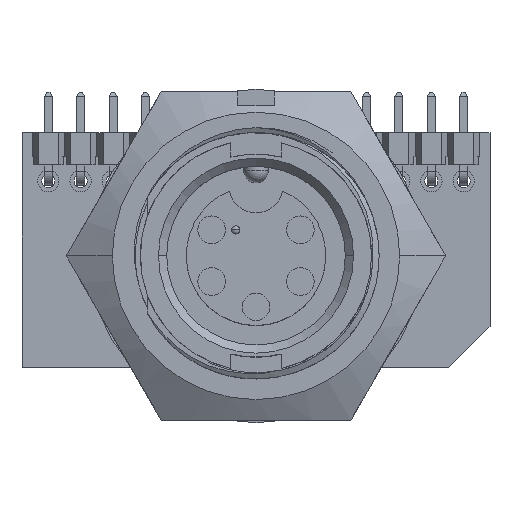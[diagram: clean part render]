
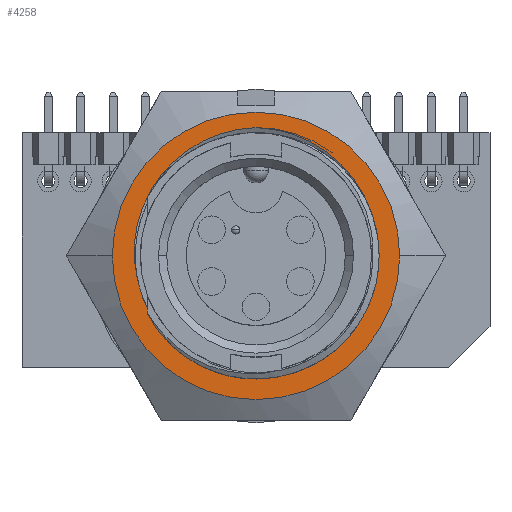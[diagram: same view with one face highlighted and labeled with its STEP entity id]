
A CAD part, top view. The second image highlights one B-rep face of the part: STEP entity #4258.
In plain terms, the highlighted planar face has unit normal (0, 0, 1).
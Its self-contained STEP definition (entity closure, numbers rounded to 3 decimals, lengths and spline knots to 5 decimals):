
#51 = DIRECTION ( 'NONE',  ( 0., 0., 1. ) ) ;
#324 = DIRECTION ( 'NONE',  ( 0., 0., -1. ) ) ;
#549 = CARTESIAN_POINT ( 'NONE',  ( 0.01126, 0.31215, -0.36458 ) ) ;
#612 = CARTESIAN_POINT ( 'NONE',  ( -0.27717, 0.11846, -0.36458 ) ) ;
#783 = CARTESIAN_POINT ( 'NONE',  ( 0.16807, 0.25734, -0.36458 ) ) ;
#2384 = CARTESIAN_POINT ( 'NONE',  ( -0.10971, 0.28953, -0.36458 ) ) ;
#2421 = FACE_OUTER_BOUND ( 'NONE', #24747, .T. ) ;
#2796 = CARTESIAN_POINT ( 'NONE',  ( -0.21858, 0.21298, -0.36458 ) ) ;
#3239 = CARTESIAN_POINT ( 'NONE',  ( -0.35, 0., -0.36458 ) ) ;
#3338 = CARTESIAN_POINT ( 'NONE',  ( -0.24611, 0.178, -0.36458 ) ) ;
#3507 = CARTESIAN_POINT ( 'NONE',  ( 0.21849, 0.2131, -0.36458 ) ) ;
#3985 = ORIENTED_EDGE ( 'NONE', *, *, #19169, .F. ) ;
#4155 = DIRECTION ( 'NONE',  ( 0., 0., -1. ) ) ;
#4258 = ADVANCED_FACE ( 'NONE', ( #4985, #2421 ), #11028, .F. ) ;
#4985 = FACE_BOUND ( 'NONE', #16832, .T. ) ;
#5076 = ORIENTED_EDGE ( 'NONE', *, *, #22687, .F. ) ;
#5118 = CARTESIAN_POINT ( 'NONE',  ( -0.04496, 0.30862, -0.36458 ) ) ;
#5388 = ORIENTED_EDGE ( 'NONE', *, *, #21652, .T. ) ;
#6225 = CARTESIAN_POINT ( 'NONE',  ( 0.25816, 0.15857, -0.36458 ) ) ;
#6557 = CIRCLE ( 'NONE', #26120, 0.35 ) ;
#6852 = VERTEX_POINT ( 'NONE', #21264 ) ;
#7059 = VERTEX_POINT ( 'NONE', #16518 ) ;
#7220 = CARTESIAN_POINT ( 'NONE',  ( 0.28876, -0.05788, -0.36458 ) ) ;
#7808 = CARTESIAN_POINT ( 'NONE',  ( 0., 0.3125, -0.36458 ) ) ;
#8625 = CARTESIAN_POINT ( 'NONE',  ( -0.28876, -0.05788, -0.36458 ) ) ;
#8909 = CARTESIAN_POINT ( 'NONE',  ( 0.28463, 0.09675, -0.36458 ) ) ;
#11028 = PLANE ( 'NONE',  #11853 ) ;
#11323 = CARTESIAN_POINT ( 'NONE',  ( -0.29594, -0.01351, -0.36458 ) ) ;
#11489 = CARTESIAN_POINT ( 'NONE',  ( 0.04473, 0.30804, -0.36458 ) ) ;
#11612 = CARTESIAN_POINT ( 'NONE',  ( 0.29673, 0.03074, -0.36458 ) ) ;
#11853 = AXIS2_PLACEMENT_3D ( 'NONE', #16494, #324, #19222 ) ;
#12282 = VERTEX_POINT ( 'NONE', #28560 ) ;
#14053 = CARTESIAN_POINT ( 'NONE',  ( -0.2967, 0.03127, -0.36458 ) ) ;
#14230 = CARTESIAN_POINT ( 'NONE',  ( 0.08828, 0.29757, -0.36458 ) ) ;
#14345 = CARTESIAN_POINT ( 'NONE',  ( 0.29395, -0.03594, -0.36458 ) ) ;
#14399 = CIRCLE ( 'NONE', #20323, 0.2945 ) ;
#15615 = DIRECTION ( 'NONE',  ( 0., 0., -1. ) ) ;
#16231 = CARTESIAN_POINT ( 'NONE',  ( 0., 0., -0.36458 ) ) ;
#16494 = CARTESIAN_POINT ( 'NONE',  ( -0.23094, -0.4, -0.36458 ) ) ;
#16518 = CARTESIAN_POINT ( 'NONE',  ( 0.35, 0., -0.36458 ) ) ;
#16574 = VERTEX_POINT ( 'NONE', #3239 ) ;
#16702 = AXIS2_PLACEMENT_3D ( 'NONE', #20342, #4155, #23049 ) ;
#16793 = CARTESIAN_POINT ( 'NONE',  ( -0.28445, 0.09743, -0.36458 ) ) ;
#16832 = EDGE_LOOP ( 'NONE', ( #30810, #5388, #30084 ) ) ;
#16954 = CARTESIAN_POINT ( 'NONE',  ( 0.14943, 0.26947, -0.36458 ) ) ;
#18567 = CARTESIAN_POINT ( 'NONE',  ( -0.14941, 0.26946, -0.36458 ) ) ;
#18964 = DIRECTION ( 'NONE',  ( 1., 0., 0. ) ) ;
#19169 = EDGE_CURVE ( 'NONE', #7059, #16574, #20702, .T. ) ;
#19222 = DIRECTION ( 'NONE',  ( -1., 0., 0. ) ) ;
#19514 = CARTESIAN_POINT ( 'NONE',  ( -0.25809, 0.15867, -0.36458 ) ) ;
#19697 = CARTESIAN_POINT ( 'NONE',  ( 0.20255, 0.22923, -0.36458 ) ) ;
#20323 = AXIS2_PLACEMENT_3D ( 'NONE', #16231, #51, #18964 ) ;
#20342 = CARTESIAN_POINT ( 'NONE',  ( 0., 0., -0.36458 ) ) ;
#20702 = CIRCLE ( 'NONE', #16702, 0.35 ) ;
#21264 = CARTESIAN_POINT ( 'NONE',  ( 0., 0.3125, -0.36458 ) ) ;
#21279 = CARTESIAN_POINT ( 'NONE',  ( -0.0885, 0.29751, -0.36458 ) ) ;
#21652 = EDGE_CURVE ( 'NONE', #6852, #24646, #23965, .T. ) ;
#21928 = B_SPLINE_CURVE_WITH_KNOTS ( 'NONE', 3,
 ( #8625, #24844, #27584, #11323, #30295, #14053, #33065, #16793, #612, #19514, #3338, #2796, #29735, #34823, #18567, #2384, #21279, #5118, #24017, #7808 ),
 .UNSPECIFIED., .F., .F.,
 ( 4, 2, 2, 2, 2, 2, 2, 2, 2, 4 ),
 ( 0., 0.00086, 0.00171, 0.00343, 0.00514, 0.00685, 0.00856, 0.01028, 0.01199, 0.0137 ),
 .UNSPECIFIED. ) ;
#22388 = CARTESIAN_POINT ( 'NONE',  ( 0.24626, 0.1778, -0.36458 ) ) ;
#22687 = EDGE_CURVE ( 'NONE', #16574, #7059, #6557, .T. ) ;
#23049 = DIRECTION ( 'NONE',  ( -1., 0., 0. ) ) ;
#23965 = B_SPLINE_CURVE_WITH_KNOTS ( 'NONE', 3,
 ( #25011, #549, #27768, #11489, #30457, #14230, #33244, #16954, #783, #19697, #3507, #22388, #6225, #25135, #8909, #27881, #11612, #30584, #14345, #33366 ),
 .UNSPECIFIED., .F., .F.,
 ( 4, 2, 2, 2, 2, 2, 2, 2, 2, 4 ),
 ( 0., 0.00086, 0.00171, 0.00343, 0.00514, 0.00685, 0.00856, 0.01028, 0.01199, 0.0137 ),
 .UNSPECIFIED. ) ;
#24017 = CARTESIAN_POINT ( 'NONE',  ( -0.02252, 0.3118, -0.36458 ) ) ;
#24646 = VERTEX_POINT ( 'NONE', #7220 ) ;
#24747 = EDGE_LOOP ( 'NONE', ( #5076, #3985 ) ) ;
#24844 = CARTESIAN_POINT ( 'NONE',  ( -0.29136, -0.04691, -0.36458 ) ) ;
#25011 = CARTESIAN_POINT ( 'NONE',  ( 0., 0.3125, -0.36458 ) ) ;
#25135 = CARTESIAN_POINT ( 'NONE',  ( 0.27742, 0.11786, -0.36458 ) ) ;
#26120 = AXIS2_PLACEMENT_3D ( 'NONE', #31857, #15615, #34598 ) ;
#27542 = EDGE_CURVE ( 'NONE', #12282, #24646, #14399, .T. ) ;
#27584 = CARTESIAN_POINT ( 'NONE',  ( -0.29331, -0.03584, -0.36458 ) ) ;
#27768 = CARTESIAN_POINT ( 'NONE',  ( 0.02246, 0.31119, -0.36458 ) ) ;
#27881 = CARTESIAN_POINT ( 'NONE',  ( 0.2943, 0.05334, -0.36458 ) ) ;
#28560 = CARTESIAN_POINT ( 'NONE',  ( -0.28876, -0.05788, -0.36458 ) ) ;
#29735 = CARTESIAN_POINT ( 'NONE',  ( -0.20298, 0.22885, -0.36458 ) ) ;
#30084 = ORIENTED_EDGE ( 'NONE', *, *, #27542, .F. ) ;
#30295 = CARTESIAN_POINT ( 'NONE',  ( -0.2966, -0.00224, -0.36458 ) ) ;
#30457 = CARTESIAN_POINT ( 'NONE',  ( 0.0558, 0.30585, -0.36458 ) ) ;
#30584 = CARTESIAN_POINT ( 'NONE',  ( 0.29654, -0.01383, -0.36458 ) ) ;
#30810 = ORIENTED_EDGE ( 'NONE', *, *, #34169, .T. ) ;
#31857 = CARTESIAN_POINT ( 'NONE',  ( 0., 0., -0.36458 ) ) ;
#33065 = CARTESIAN_POINT ( 'NONE',  ( -0.2943, 0.05346, -0.36458 ) ) ;
#33244 = CARTESIAN_POINT ( 'NONE',  ( 0.1092, 0.28976, -0.36458 ) ) ;
#33366 = CARTESIAN_POINT ( 'NONE',  ( 0.28876, -0.05788, -0.36458 ) ) ;
#34169 = EDGE_CURVE ( 'NONE', #12282, #6852, #21928, .T. ) ;
#34598 = DIRECTION ( 'NONE',  ( -1., 0., 0. ) ) ;
#34823 = CARTESIAN_POINT ( 'NONE',  ( -0.16811, 0.25734, -0.36458 ) ) ;
